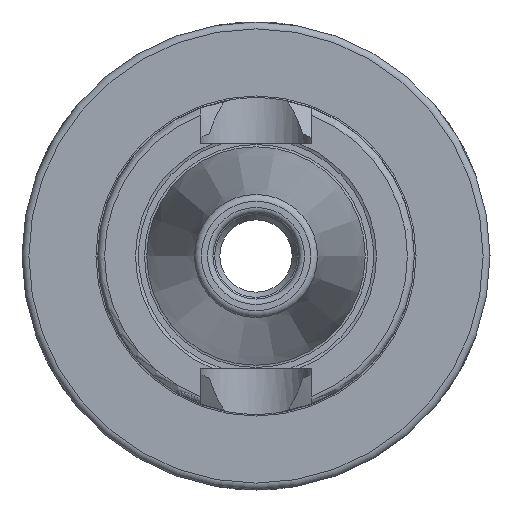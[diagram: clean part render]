
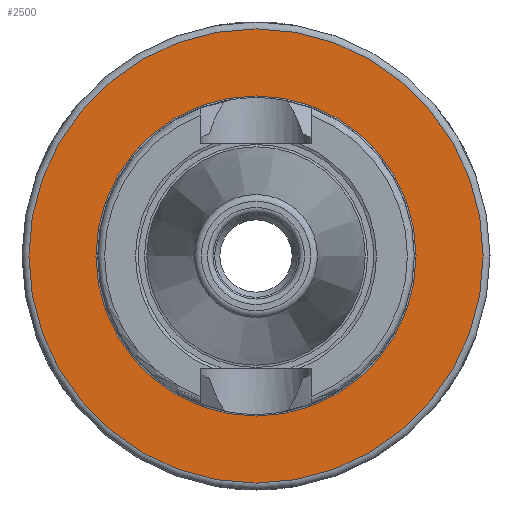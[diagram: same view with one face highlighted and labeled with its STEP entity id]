
A CAD part, left-side view. The second image highlights one B-rep face of the part: STEP entity #2500.
In plain terms, the highlighted planar face has unit normal (-1, 0, 0).
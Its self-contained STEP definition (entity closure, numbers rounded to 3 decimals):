
#2466=CARTESIAN_POINT('',(30.5,23.25,0.0));
#2467=VERTEX_POINT('',#2466);
#2468=CARTESIAN_POINT('',(30.5,0.0,0.0));
#2469=DIRECTION('',(1.0,0.0,0.0));
#2470=DIRECTION('',(0.0,1.0,0.0));
#2471=AXIS2_PLACEMENT_3D('',#2468,#2469,#2470);
#2472=CIRCLE('',#2471,23.25);
#2473=EDGE_CURVE('',#2467,#2467,#2472,.T.);
#2481=CARTESIAN_POINT('',(30.5,28.125,0.0));
#2482=DIRECTION('',(-1.0,0.0,0.0));
#2483=DIRECTION('',(0.0,0.0,1.0));
#2484=AXIS2_PLACEMENT_3D('',#2481,#2482,#2483);
#2485=PLANE('',#2484);
#2486=CARTESIAN_POINT('',(30.5,33.0,0.0));
#2487=VERTEX_POINT('',#2486);
#2488=CARTESIAN_POINT('',(30.5,0.0,0.0));
#2489=DIRECTION('',(1.0,0.0,0.0));
#2490=DIRECTION('',(0.0,1.0,0.0));
#2491=AXIS2_PLACEMENT_3D('',#2488,#2489,#2490);
#2492=CIRCLE('',#2491,33.0);
#2493=EDGE_CURVE('',#2487,#2487,#2492,.T.);
#2494=ORIENTED_EDGE('',*,*,#2493,.F.);
#2495=EDGE_LOOP('',(#2494));
#2496=FACE_OUTER_BOUND('',#2495,.T.);
#2497=ORIENTED_EDGE('',*,*,#2473,.T.);
#2498=EDGE_LOOP('',(#2497));
#2499=FACE_BOUND('',#2498,.T.);
#2500=ADVANCED_FACE('',(#2496,#2499),#2485,.T.);
